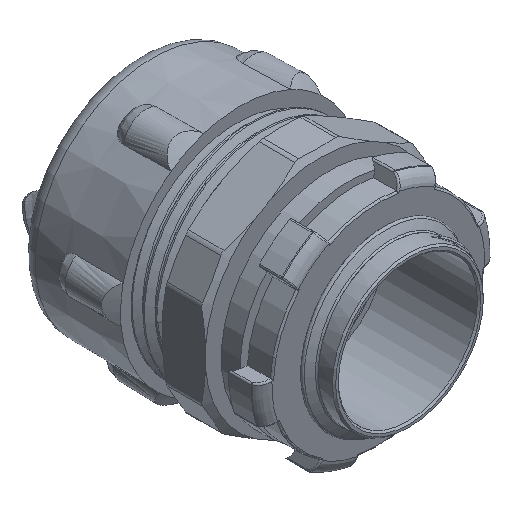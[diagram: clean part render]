
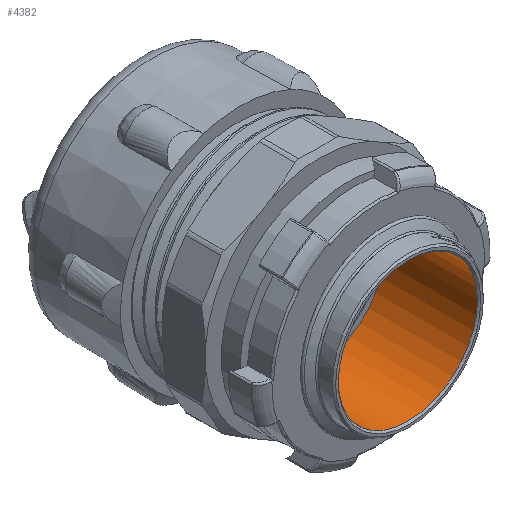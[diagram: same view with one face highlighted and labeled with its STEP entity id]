
A CAD part, isometric view. The second image highlights one B-rep face of the part: STEP entity #4382.
In plain terms, the highlighted cylindrical face has radius 8.5 mm (diameter 17 mm), a full revolution.
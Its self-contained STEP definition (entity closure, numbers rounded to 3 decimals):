
#368=FACE_OUTER_BOUND('',#633,.T.);
#633=EDGE_LOOP('',(#3138,#3139,#3140,#3141,#3142));
#1161=CIRCLE('',#4587,8.5);
#1213=CIRCLE('',#4650,8.5);
#1214=CIRCLE('',#4651,8.5);
#1364=LINE('',#12978,#1458);
#1458=VECTOR('',#5117,8.5);
#1584=VERTEX_POINT('',#6899);
#1717=VERTEX_POINT('',#12969);
#1718=VERTEX_POINT('',#12971);
#2009=EDGE_CURVE('',#1584,#1584,#1161,.T.);
#2237=EDGE_CURVE('',#1717,#1718,#1213,.T.);
#2238=EDGE_CURVE('',#1718,#1717,#1214,.T.);
#2240=EDGE_CURVE('',#1584,#1718,#1364,.T.);
#3138=ORIENTED_EDGE('',*,*,#2009,.T.);
#3139=ORIENTED_EDGE('',*,*,#2240,.T.);
#3140=ORIENTED_EDGE('',*,*,#2237,.F.);
#3141=ORIENTED_EDGE('',*,*,#2238,.F.);
#3142=ORIENTED_EDGE('',*,*,#2240,.F.);
#3981=CYLINDRICAL_SURFACE('',#4654,8.5);
#4382=ADVANCED_FACE('',(#368),#3981,.F.);
#4587=AXIS2_PLACEMENT_3D('',#6900,#4968,#4969);
#4650=AXIS2_PLACEMENT_3D('',#12972,#5107,#5108);
#4651=AXIS2_PLACEMENT_3D('',#12973,#5109,#5110);
#4654=AXIS2_PLACEMENT_3D('',#12977,#5115,#5116);
#4968=DIRECTION('center_axis',(0.,1.,0.));
#4969=DIRECTION('ref_axis',(1.,0.,0.));
#5107=DIRECTION('center_axis',(0.,1.,0.));
#5108=DIRECTION('ref_axis',(1.,0.,0.));
#5109=DIRECTION('center_axis',(0.,1.,0.));
#5110=DIRECTION('ref_axis',(1.,0.,0.));
#5115=DIRECTION('center_axis',(0.,1.,0.));
#5116=DIRECTION('ref_axis',(-1.,0.,0.));
#5117=DIRECTION('',(0.,-1.,0.));
#6899=CARTESIAN_POINT('',(8.5,11.5,0.));
#6900=CARTESIAN_POINT('Origin',(0.,11.5,0.));
#12969=CARTESIAN_POINT('',(-8.5,0.2,0.));
#12971=CARTESIAN_POINT('',(8.5,0.2,0.));
#12972=CARTESIAN_POINT('Origin',(0.,0.2,0.));
#12973=CARTESIAN_POINT('Origin',(0.,0.2,0.));
#12977=CARTESIAN_POINT('Origin',(0.,5.75,0.));
#12978=CARTESIAN_POINT('',(8.5,5.75,0.));
